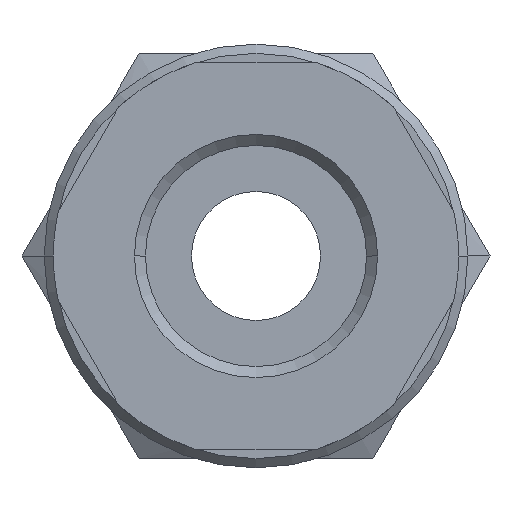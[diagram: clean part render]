
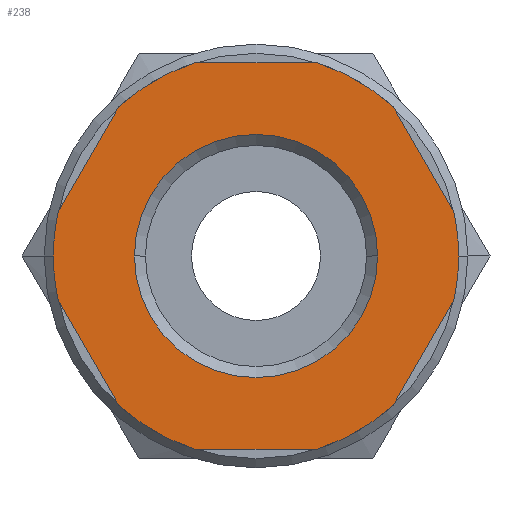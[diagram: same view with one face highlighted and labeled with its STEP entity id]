
A CAD part, front view. The second image highlights one B-rep face of the part: STEP entity #238.
In plain terms, the highlighted planar face has unit normal (0, -1, 0).
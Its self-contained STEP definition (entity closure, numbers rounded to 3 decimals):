
#238=ADVANCED_FACE('',(#483,#484),#485,.T.);
#483=FACE_BOUND('',#728,.T.);
#484=FACE_OUTER_BOUND('',#729,.T.);
#485=PLANE('',#730);
#728=EDGE_LOOP('',(#1314,#1315));
#729=EDGE_LOOP('',(#1316,#1317,#1318,#1319,#1320,#1321,#1322,#1323,#1324,#1325,#1326,#1327,#1328,#1329));
#730=AXIS2_PLACEMENT_3D('',#1330,#1331,#1332);
#1314=ORIENTED_EDGE('',*,*,#1582,.T.);
#1315=ORIENTED_EDGE('',*,*,#1478,.T.);
#1316=ORIENTED_EDGE('',*,*,#1513,.T.);
#1317=ORIENTED_EDGE('',*,*,#1603,.F.);
#1318=ORIENTED_EDGE('',*,*,#1419,.T.);
#1319=ORIENTED_EDGE('',*,*,#1507,.F.);
#1320=ORIENTED_EDGE('',*,*,#1440,.T.);
#1321=ORIENTED_EDGE('',*,*,#1615,.F.);
#1322=ORIENTED_EDGE('',*,*,#1628,.F.);
#1323=ORIENTED_EDGE('',*,*,#1457,.T.);
#1324=ORIENTED_EDGE('',*,*,#1463,.F.);
#1325=ORIENTED_EDGE('',*,*,#1605,.T.);
#1326=ORIENTED_EDGE('',*,*,#1473,.F.);
#1327=ORIENTED_EDGE('',*,*,#1540,.T.);
#1328=ORIENTED_EDGE('',*,*,#1529,.F.);
#1329=ORIENTED_EDGE('',*,*,#1408,.F.);
#1330=CARTESIAN_POINT('',(5.5,0.0,0.0));
#1331=DIRECTION('',(-0.0,-1.0,-0.0));
#1332=DIRECTION('',(-1.0,0.0,0.0));
#1408=EDGE_CURVE('',#1662,#1658,#1664,.T.);
#1419=EDGE_CURVE('',#1682,#1679,#1683,.T.);
#1440=EDGE_CURVE('',#1719,#1716,#1720,.T.);
#1457=EDGE_CURVE('',#1746,#1743,#1747,.T.);
#1463=EDGE_CURVE('',#1754,#1743,#1756,.T.);
#1473=EDGE_CURVE('',#1772,#1767,#1774,.T.);
#1478=EDGE_CURVE('',#1777,#1781,#1783,.T.);
#1507=EDGE_CURVE('',#1719,#1679,#1826,.T.);
#1513=EDGE_CURVE('',#1662,#1831,#1834,.T.);
#1529=EDGE_CURVE('',#1658,#1855,#1856,.T.);
#1540=EDGE_CURVE('',#1772,#1855,#1872,.T.);
#1582=EDGE_CURVE('',#1781,#1777,#1926,.T.);
#1603=EDGE_CURVE('',#1682,#1831,#1947,.T.);
#1605=EDGE_CURVE('',#1754,#1767,#1949,.T.);
#1615=EDGE_CURVE('',#1958,#1716,#1961,.T.);
#1628=EDGE_CURVE('',#1746,#1958,#1974,.T.);
#1658=VERTEX_POINT('',#2060);
#1662=VERTEX_POINT('',#2065);
#1664=CIRCLE('',#2068,11.0);
#1679=VERTEX_POINT('',#2083);
#1682=VERTEX_POINT('',#2087);
#1683=LINE('',#2088,#2089);
#1716=VERTEX_POINT('',#2161);
#1719=VERTEX_POINT('',#2165);
#1720=LINE('',#2166,#2167);
#1743=VERTEX_POINT('',#2196);
#1746=VERTEX_POINT('',#2200);
#1747=LINE('',#2201,#2202);
#1754=VERTEX_POINT('',#2211);
#1756=CIRCLE('',#2214,11.0);
#1767=VERTEX_POINT('',#2227);
#1772=VERTEX_POINT('',#2233);
#1774=CIRCLE('',#2236,11.0);
#1777=VERTEX_POINT('',#2239);
#1781=VERTEX_POINT('',#2244);
#1783=CIRCLE('',#2247,6.6);
#1826=CIRCLE('',#2370,11.0);
#1831=VERTEX_POINT('',#2375);
#1834=LINE('',#2379,#2380);
#1855=VERTEX_POINT('',#2450);
#1856=CIRCLE('',#2451,11.0);
#1872=LINE('',#2481,#2482);
#1926=CIRCLE('',#2560,6.6);
#1947=CIRCLE('',#2596,11.0);
#1949=LINE('',#2598,#2599);
#1958=VERTEX_POINT('',#2620);
#1961=CIRCLE('',#2624,11.0);
#1974=CIRCLE('',#2650,11.0);
#2060=CARTESIAN_POINT('',(-11.0,0.0,0.));
#2065=CARTESIAN_POINT('',(-10.733,0.0,-2.411));
#2068=AXIS2_PLACEMENT_3D('',#2673,#2674,#2675);
#2083=CARTESIAN_POINT('',(3.279,0.0,-10.5));
#2087=CARTESIAN_POINT('',(-3.279,0.0,-10.5));
#2088=CARTESIAN_POINT('',(2.75,0.0,-10.5));
#2089=VECTOR('',#2698,1.0);
#2161=CARTESIAN_POINT('',(10.733,0.0,-2.411));
#2165=CARTESIAN_POINT('',(7.454,0.0,-8.089));
#2166=CARTESIAN_POINT('',(9.781,0.0,-4.059));
#2167=VECTOR('',#2724,1.0);
#2196=CARTESIAN_POINT('',(7.454,0.0,8.089));
#2200=CARTESIAN_POINT('',(10.733,0.0,2.411));
#2201=CARTESIAN_POINT('',(9.781,0.0,4.059));
#2202=VECTOR('',#2747,1.0);
#2211=CARTESIAN_POINT('',(3.279,0.0,10.5));
#2214=AXIS2_PLACEMENT_3D('',#2754,#2755,#2756);
#2227=CARTESIAN_POINT('',(-3.279,0.0,10.5));
#2233=CARTESIAN_POINT('',(-7.454,0.0,8.089));
#2236=AXIS2_PLACEMENT_3D('',#2770,#2771,#2772);
#2239=CARTESIAN_POINT('',(6.6,0.0,0.));
#2244=CARTESIAN_POINT('',(-6.6,0.0,0.));
#2247=AXIS2_PLACEMENT_3D('',#2778,#2779,#2780);
#2370=AXIS2_PLACEMENT_3D('',#2820,#2821,#2822);
#2375=CARTESIAN_POINT('',(-7.454,0.0,-8.089));
#2379=CARTESIAN_POINT('',(-8.406,0.0,-6.441));
#2380=VECTOR('',#2830,1.0);
#2450=CARTESIAN_POINT('',(-10.733,0.0,2.411));
#2451=AXIS2_PLACEMENT_3D('',#2842,#2843,#2844);
#2481=CARTESIAN_POINT('',(-8.406,0.0,6.441));
#2482=VECTOR('',#2857,1.0);
#2560=AXIS2_PLACEMENT_3D('',#2910,#2911,#2912);
#2596=AXIS2_PLACEMENT_3D('',#2932,#2933,#2934);
#2598=CARTESIAN_POINT('',(2.75,0.0,10.5));
#2599=VECTOR('',#2935,1.0);
#2620=CARTESIAN_POINT('',(11.0,0.0,0.));
#2624=AXIS2_PLACEMENT_3D('',#2944,#2945,#2946);
#2650=AXIS2_PLACEMENT_3D('',#2952,#2953,#2954);
#2673=CARTESIAN_POINT('',(0.0,0.0,0.0));
#2674=DIRECTION('',(-0.0,1.0,0.0));
#2675=DIRECTION('',(1.0,0.0,0.0));
#2698=DIRECTION('',(1.0,-0.0,0.0));
#2724=DIRECTION('',(0.5,-0.0,0.866));
#2747=DIRECTION('',(-0.5,0.0,0.866));
#2754=CARTESIAN_POINT('',(0.0,0.0,0.0));
#2755=DIRECTION('',(-0.0,1.0,0.0));
#2756=DIRECTION('',(1.0,0.0,0.0));
#2770=CARTESIAN_POINT('',(0.0,0.0,0.0));
#2771=DIRECTION('',(-0.0,1.0,0.0));
#2772=DIRECTION('',(1.0,0.0,0.0));
#2778=CARTESIAN_POINT('',(0.0,0.0,0.0));
#2779=DIRECTION('',(-0.0,1.0,0.0));
#2780=DIRECTION('',(1.0,0.0,0.0));
#2820=CARTESIAN_POINT('',(0.0,0.0,0.0));
#2821=DIRECTION('',(-0.0,1.0,0.0));
#2822=DIRECTION('',(1.0,0.0,0.0));
#2830=DIRECTION('',(0.5,0.0,-0.866));
#2842=CARTESIAN_POINT('',(0.0,0.0,0.0));
#2843=DIRECTION('',(-0.0,1.0,0.0));
#2844=DIRECTION('',(1.0,0.0,0.0));
#2857=DIRECTION('',(-0.5,0.0,-0.866));
#2910=CARTESIAN_POINT('',(0.0,0.0,0.0));
#2911=DIRECTION('',(-0.0,1.0,0.0));
#2912=DIRECTION('',(1.0,0.0,0.0));
#2932=CARTESIAN_POINT('',(0.0,0.0,0.0));
#2933=DIRECTION('',(-0.0,1.0,0.0));
#2934=DIRECTION('',(1.0,0.0,0.0));
#2935=DIRECTION('',(-1.0,0.0,0.));
#2944=CARTESIAN_POINT('',(0.0,0.0,0.0));
#2945=DIRECTION('',(-0.0,1.0,0.0));
#2946=DIRECTION('',(1.0,0.0,0.0));
#2952=CARTESIAN_POINT('',(0.0,0.0,0.0));
#2953=DIRECTION('',(-0.0,1.0,0.0));
#2954=DIRECTION('',(1.0,0.0,0.0));
